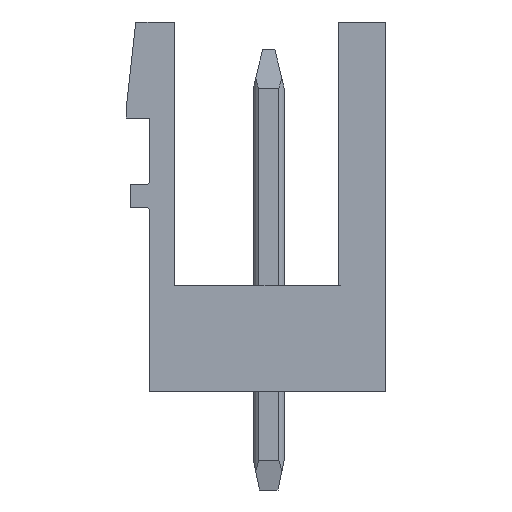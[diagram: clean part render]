
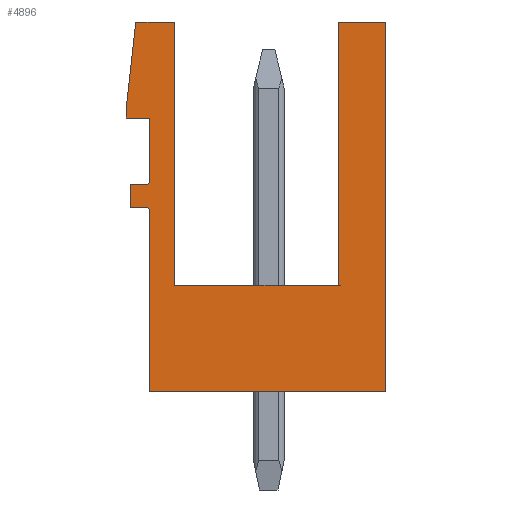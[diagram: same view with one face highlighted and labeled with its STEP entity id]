
A CAD part, left-side view. The second image highlights one B-rep face of the part: STEP entity #4896.
In plain terms, the highlighted planar face has unit normal (-1, 0, 0).
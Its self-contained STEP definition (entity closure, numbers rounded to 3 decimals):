
#3214=AXIS2_PLACEMENT_3D('Circle Axis2P3D',#3212,#3213,$) ;
#3338=AXIS2_PLACEMENT_3D('Circle Axis2P3D',#3336,#3337,$) ;
#4851=AXIS2_PLACEMENT_3D('Plane Axis2P3D',#4848,#4849,#4850) ;
#49=CARTESIAN_POINT('Vertex',(0.,0.,15.2)) ;
#52=CARTESIAN_POINT('Line Origine',(0.,0.,9.2)) ;
#56=CARTESIAN_POINT('Vertex',(0.,0.,3.2)) ;
#89=CARTESIAN_POINT('Vertex',(0.,8.12,15.2)) ;
#92=CARTESIAN_POINT('Line Origine',(0.,7.49,15.2)) ;
#96=CARTESIAN_POINT('Vertex',(0.,6.86,15.2)) ;
#1687=CARTESIAN_POINT('Line Origine',(0.,0.77,15.2)) ;
#1691=CARTESIAN_POINT('Vertex',(0.,1.54,15.2)) ;
#2251=CARTESIAN_POINT('Vertex',(0.,8.43,12.08)) ;
#2254=CARTESIAN_POINT('Line Origine',(0.,8.43,12.24)) ;
#2258=CARTESIAN_POINT('Vertex',(0.,8.43,12.4)) ;
#2597=CARTESIAN_POINT('Vertex',(0.,7.68,12.08)) ;
#2600=CARTESIAN_POINT('Line Origine',(0.,8.055,12.08)) ;
#3071=CARTESIAN_POINT('Vertex',(0.,7.68,10.03)) ;
#3074=CARTESIAN_POINT('Line Origine',(0.,7.68,11.055)) ;
#3209=CARTESIAN_POINT('Vertex',(0.,7.78,9.93)) ;
#3212=CARTESIAN_POINT('Axis2P3D Location',(0.,7.78,10.03)) ;
#3240=CARTESIAN_POINT('Vertex',(0.,8.3,9.93)) ;
#3243=CARTESIAN_POINT('Line Origine',(0.,8.04,9.93)) ;
#3271=CARTESIAN_POINT('Vertex',(0.,8.3,9.18)) ;
#3274=CARTESIAN_POINT('Line Origine',(0.,8.3,9.555)) ;
#3302=CARTESIAN_POINT('Vertex',(0.,7.78,9.18)) ;
#3305=CARTESIAN_POINT('Line Origine',(0.,8.04,9.18)) ;
#3333=CARTESIAN_POINT('Vertex',(0.,7.68,9.08)) ;
#3336=CARTESIAN_POINT('Axis2P3D Location',(0.,7.78,9.08)) ;
#3359=CARTESIAN_POINT('Vertex',(0.,7.68,3.2)) ;
#3362=CARTESIAN_POINT('Line Origine',(0.,7.68,6.14)) ;
#3384=CARTESIAN_POINT('Line Origine',(0.,3.84,3.2)) ;
#4848=CARTESIAN_POINT('Axis2P3D Location',(0.,0.,0.)) ;
#4853=CARTESIAN_POINT('Line Origine',(0.,8.275,13.8)) ;
#4858=CARTESIAN_POINT('Line Origine',(0.,1.54,10.925)) ;
#4862=CARTESIAN_POINT('Vertex',(0.,1.54,6.65)) ;
#4865=CARTESIAN_POINT('Line Origine',(0.,4.2,6.65)) ;
#4869=CARTESIAN_POINT('Vertex',(0.,6.86,6.65)) ;
#4872=CARTESIAN_POINT('Line Origine',(0.,6.86,10.925)) ;
#53=DIRECTION('Vector Direction',(0.,0.,1.)) ;
#93=DIRECTION('Vector Direction',(0.,-1.,0.)) ;
#1688=DIRECTION('Vector Direction',(0.,-1.,0.)) ;
#2255=DIRECTION('Vector Direction',(0.,0.,1.)) ;
#2601=DIRECTION('Vector Direction',(0.,1.,0.)) ;
#3075=DIRECTION('Vector Direction',(0.,0.,1.)) ;
#3213=DIRECTION('Axis2P3D Direction',(-1.,0.,0.)) ;
#3244=DIRECTION('Vector Direction',(0.,-1.,0.)) ;
#3275=DIRECTION('Vector Direction',(0.,0.,1.)) ;
#3306=DIRECTION('Vector Direction',(0.,1.,0.)) ;
#3337=DIRECTION('Axis2P3D Direction',(-1.,0.,0.)) ;
#3363=DIRECTION('Vector Direction',(0.,0.,-1.)) ;
#3385=DIRECTION('Vector Direction',(0.,1.,0.)) ;
#4849=DIRECTION('Axis2P3D Direction',(-1.,0.,0.)) ;
#4850=DIRECTION('Axis2P3D XDirection',(0.,0.,1.)) ;
#4854=DIRECTION('Vector Direction',(0.,-0.11,0.994)) ;
#4859=DIRECTION('Vector Direction',(0.,0.,-1.)) ;
#4866=DIRECTION('Vector Direction',(0.,-1.,0.)) ;
#4873=DIRECTION('Vector Direction',(0.,0.,-1.)) ;
#54=VECTOR('Line Direction',#53,1.) ;
#94=VECTOR('Line Direction',#93,1.) ;
#1689=VECTOR('Line Direction',#1688,1.) ;
#2256=VECTOR('Line Direction',#2255,1.) ;
#2602=VECTOR('Line Direction',#2601,1.) ;
#3076=VECTOR('Line Direction',#3075,1.) ;
#3245=VECTOR('Line Direction',#3244,1.) ;
#3276=VECTOR('Line Direction',#3275,1.) ;
#3307=VECTOR('Line Direction',#3306,1.) ;
#3364=VECTOR('Line Direction',#3363,1.) ;
#3386=VECTOR('Line Direction',#3385,1.) ;
#4855=VECTOR('Line Direction',#4854,1.) ;
#4860=VECTOR('Line Direction',#4859,1.) ;
#4867=VECTOR('Line Direction',#4866,1.) ;
#4874=VECTOR('Line Direction',#4873,1.) ;
#4878=ORIENTED_EDGE('',*,*,#98,.T.) ;
#4879=ORIENTED_EDGE('',*,*,#4857,.F.) ;
#4880=ORIENTED_EDGE('',*,*,#2260,.T.) ;
#4881=ORIENTED_EDGE('',*,*,#2604,.T.) ;
#4882=ORIENTED_EDGE('',*,*,#3078,.T.) ;
#4883=ORIENTED_EDGE('',*,*,#3216,.T.) ;
#4884=ORIENTED_EDGE('',*,*,#3247,.T.) ;
#4885=ORIENTED_EDGE('',*,*,#3278,.T.) ;
#4886=ORIENTED_EDGE('',*,*,#3309,.T.) ;
#4887=ORIENTED_EDGE('',*,*,#3340,.T.) ;
#4888=ORIENTED_EDGE('',*,*,#3366,.T.) ;
#4889=ORIENTED_EDGE('',*,*,#3388,.T.) ;
#4890=ORIENTED_EDGE('',*,*,#58,.T.) ;
#4891=ORIENTED_EDGE('',*,*,#1693,.T.) ;
#4892=ORIENTED_EDGE('',*,*,#4864,.T.) ;
#4893=ORIENTED_EDGE('',*,*,#4871,.F.) ;
#4894=ORIENTED_EDGE('',*,*,#4876,.F.) ;
#4896=ADVANCED_FACE('HOUSING',(#4895),#4852,.T.) ;
#3215=CIRCLE('generated circle',#3214,0.1) ;
#3339=CIRCLE('generated circle',#3338,0.1) ;
#58=EDGE_CURVE('',#57,#50,#55,.T.) ;
#98=EDGE_CURVE('',#97,#90,#95,.F.) ;
#1693=EDGE_CURVE('',#50,#1692,#1690,.F.) ;
#2260=EDGE_CURVE('',#2259,#2252,#2257,.F.) ;
#2604=EDGE_CURVE('',#2252,#2598,#2603,.F.) ;
#3078=EDGE_CURVE('',#2598,#3072,#3077,.F.) ;
#3216=EDGE_CURVE('',#3072,#3210,#3215,.F.) ;
#3247=EDGE_CURVE('',#3210,#3241,#3246,.F.) ;
#3278=EDGE_CURVE('',#3241,#3272,#3277,.F.) ;
#3309=EDGE_CURVE('',#3272,#3303,#3308,.F.) ;
#3340=EDGE_CURVE('',#3303,#3334,#3339,.F.) ;
#3366=EDGE_CURVE('',#3334,#3360,#3365,.T.) ;
#3388=EDGE_CURVE('',#3360,#57,#3387,.F.) ;
#4857=EDGE_CURVE('',#2259,#90,#4856,.T.) ;
#4864=EDGE_CURVE('',#1692,#4863,#4861,.T.) ;
#4871=EDGE_CURVE('',#4870,#4863,#4868,.T.) ;
#4876=EDGE_CURVE('',#97,#4870,#4875,.T.) ;
#4877=EDGE_LOOP('',(#4878,#4879,#4880,#4881,#4882,#4883,#4884,#4885,#4886,#4887,#4888,#4889,#4890,#4891,#4892,#4893,#4894)) ;
#4895=FACE_OUTER_BOUND('',#4877,.T.) ;
#55=LINE('Line',#52,#54) ;
#95=LINE('Line',#92,#94) ;
#1690=LINE('Line',#1687,#1689) ;
#2257=LINE('Line',#2254,#2256) ;
#2603=LINE('Line',#2600,#2602) ;
#3077=LINE('Line',#3074,#3076) ;
#3246=LINE('Line',#3243,#3245) ;
#3277=LINE('Line',#3274,#3276) ;
#3308=LINE('Line',#3305,#3307) ;
#3365=LINE('Line',#3362,#3364) ;
#3387=LINE('Line',#3384,#3386) ;
#4856=LINE('Line',#4853,#4855) ;
#4861=LINE('Line',#4858,#4860) ;
#4868=LINE('Line',#4865,#4867) ;
#4875=LINE('Line',#4872,#4874) ;
#4852=PLANE('',#4851) ;
#50=VERTEX_POINT('',#49) ;
#57=VERTEX_POINT('',#56) ;
#90=VERTEX_POINT('',#89) ;
#97=VERTEX_POINT('',#96) ;
#1692=VERTEX_POINT('',#1691) ;
#2252=VERTEX_POINT('',#2251) ;
#2259=VERTEX_POINT('',#2258) ;
#2598=VERTEX_POINT('',#2597) ;
#3072=VERTEX_POINT('',#3071) ;
#3210=VERTEX_POINT('',#3209) ;
#3241=VERTEX_POINT('',#3240) ;
#3272=VERTEX_POINT('',#3271) ;
#3303=VERTEX_POINT('',#3302) ;
#3334=VERTEX_POINT('',#3333) ;
#3360=VERTEX_POINT('',#3359) ;
#4863=VERTEX_POINT('',#4862) ;
#4870=VERTEX_POINT('',#4869) ;
